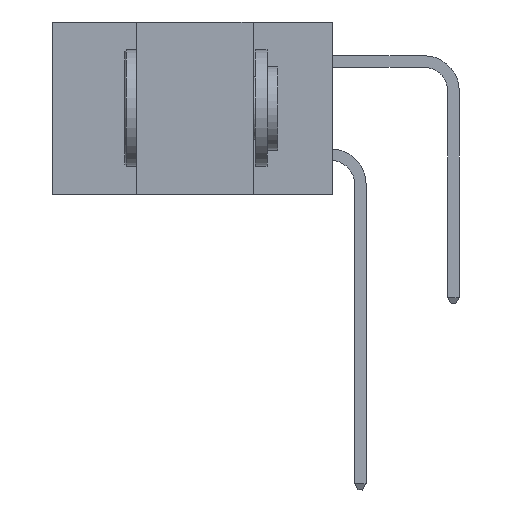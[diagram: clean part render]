
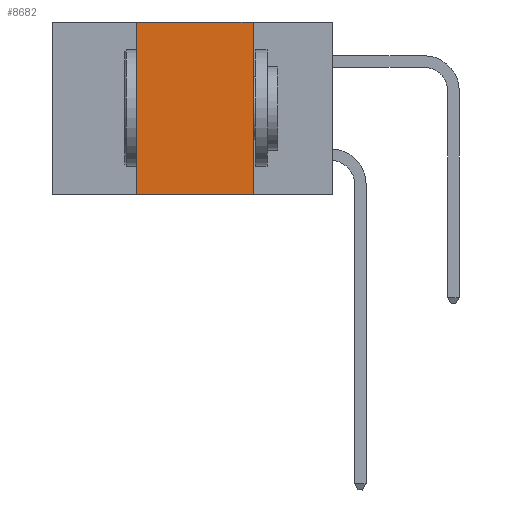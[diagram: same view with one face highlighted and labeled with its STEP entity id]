
A CAD part, left-side view. The second image highlights one B-rep face of the part: STEP entity #8682.
In plain terms, the highlighted planar face has unit normal (-1, 0, 0).
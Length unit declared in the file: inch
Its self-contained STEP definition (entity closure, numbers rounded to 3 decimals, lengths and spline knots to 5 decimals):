
#2669 = CARTESIAN_POINT ( 'NONE',  ( 0., 0.17, -0.37 ) ) ;
#2817 = VERTEX_POINT ( 'NONE', #2669 ) ;
#3365 = AXIS2_PLACEMENT_3D ( 'NONE', #9454, #12262, #4218 ) ;
#4149 = CARTESIAN_POINT ( 'NONE',  ( 0., 0.17, 0. ) ) ;
#4213 = CARTESIAN_POINT ( 'NONE',  ( 0., 0.42, -0.37 ) ) ;
#4218 = DIRECTION ( 'NONE',  ( 0., 0., -1. ) ) ;
#4317 = ORIENTED_EDGE ( 'NONE', *, *, #14100, .F. ) ;
#4411 = DIRECTION ( 'NONE',  ( 0., 0., -1. ) ) ;
#4583 = EDGE_LOOP ( 'NONE', ( #16599, #12227, #4317, #9087 ) ) ;
#4728 = CARTESIAN_POINT ( 'NONE',  ( 0., 0.42, 0. ) ) ;
#5416 = VERTEX_POINT ( 'NONE', #6975 ) ;
#5582 = PLANE ( 'NONE',  #3365 ) ;
#5962 = EDGE_CURVE ( 'NONE', #8274, #2817, #8453, .T. ) ;
#6216 = DIRECTION ( 'NONE',  ( 0., -1., 0. ) ) ;
#6618 = EDGE_CURVE ( 'NONE', #5416, #2817, #10361, .T. ) ;
#6975 = CARTESIAN_POINT ( 'NONE',  ( 0., 0.42, -0.37 ) ) ;
#7349 = DIRECTION ( 'NONE',  ( 0., -1., 0. ) ) ;
#8274 = VERTEX_POINT ( 'NONE', #4149 ) ;
#8453 = LINE ( 'NONE', #16785, #15161 ) ;
#8682 = ADVANCED_FACE ( 'NONE', ( #16329 ), #5582, .F. ) ;
#9087 = ORIENTED_EDGE ( 'NONE', *, *, #6618, .T. ) ;
#9454 = CARTESIAN_POINT ( 'NONE',  ( 0., 0.6, 0. ) ) ;
#9509 = LINE ( 'NONE', #15030, #15041 ) ;
#9619 = DIRECTION ( 'NONE',  ( 0., 0., 1. ) ) ;
#10361 = LINE ( 'NONE', #12714, #15177 ) ;
#12077 = LINE ( 'NONE', #4213, #13870 ) ;
#12227 = ORIENTED_EDGE ( 'NONE', *, *, #16090, .F. ) ;
#12262 = DIRECTION ( 'NONE',  ( 1., 0., 0. ) ) ;
#12714 = CARTESIAN_POINT ( 'NONE',  ( 0., 0.6, -0.37 ) ) ;
#13523 = VERTEX_POINT ( 'NONE', #4728 ) ;
#13870 = VECTOR ( 'NONE', #9619, 39.37008 ) ;
#14100 = EDGE_CURVE ( 'NONE', #5416, #13523, #12077, .T. ) ;
#15030 = CARTESIAN_POINT ( 'NONE',  ( 0., 0.6, 0. ) ) ;
#15041 = VECTOR ( 'NONE', #7349, 39.37008 ) ;
#15161 = VECTOR ( 'NONE', #4411, 39.37008 ) ;
#15177 = VECTOR ( 'NONE', #6216, 39.37008 ) ;
#16090 = EDGE_CURVE ( 'NONE', #13523, #8274, #9509, .T. ) ;
#16329 = FACE_OUTER_BOUND ( 'NONE', #4583, .T. ) ;
#16599 = ORIENTED_EDGE ( 'NONE', *, *, #5962, .F. ) ;
#16785 = CARTESIAN_POINT ( 'NONE',  ( 0., 0.17, -0.37 ) ) ;
